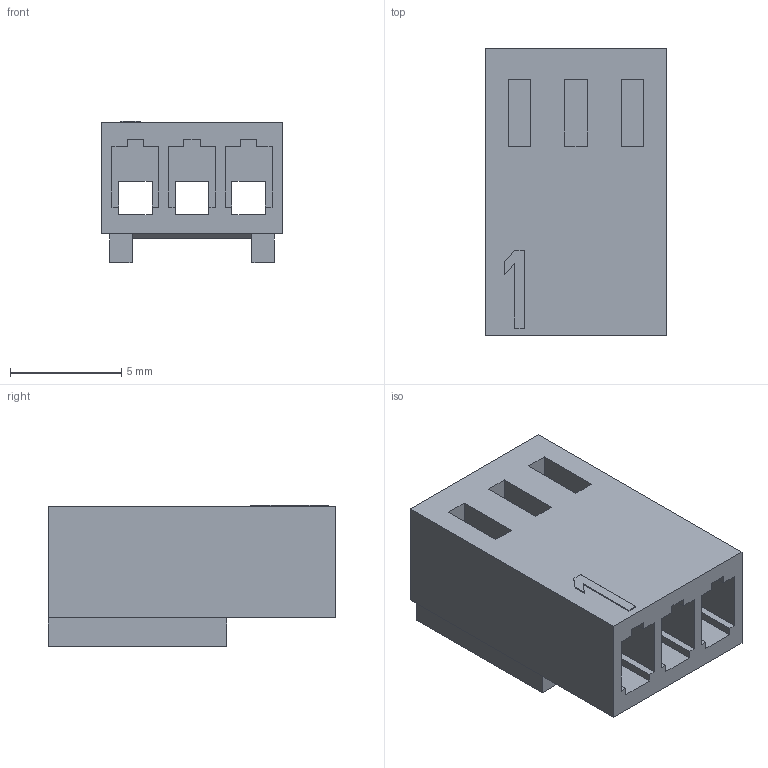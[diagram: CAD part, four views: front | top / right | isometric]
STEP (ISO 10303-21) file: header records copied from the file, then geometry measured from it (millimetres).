
FILE_DESCRIPTION(/* description */ (''),/* implementation_level */ '2;1');
FILE_NAME(/* name */ '528-03-1.stp',/* time_stamp */ '2025-10-30T12:36:09+01:00',/* author */ ('andreas.larin'),/* organization */ (''),/* preprocessor_version */ 'ST-DEVELOPER v20',/* originating_system */ 'Autodesk Inventor 2025',/* authorisation */ '');
FILE_SCHEMA (('AUTOMOTIVE_DESIGN { 1 0 10303 214 3 1 1 }'));
Length unit declared in the file: millimetre
Products named in the file (1): 528-03-1
Bounding box: 8.16 x 12.9 x 6.35 mm (x, y, z)
Volume: 309 mm3; surface area: 859.1 mm2
Topology: 1 solids, 1 shells, 87 faces, 249 edges, 162 vertices
Faces by surface type: plane 87
Entity records: 2834 total; most frequent: CARTESIAN_POINT 499, ORIENTED_EDGE 498, DIRECTION 425, LINE 249, VECTOR 249, EDGE_CURVE 249, VERTEX_POINT 162, EDGE_LOOP 97
